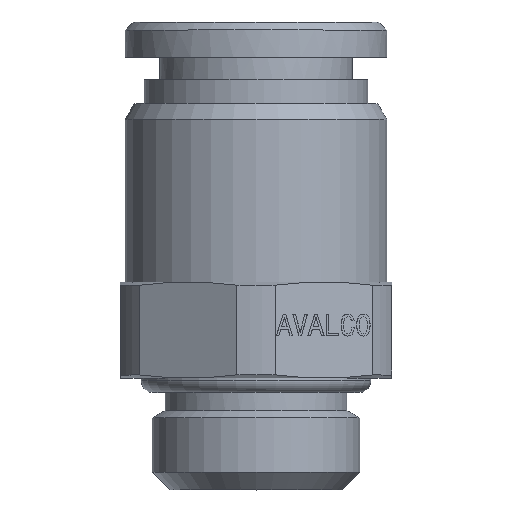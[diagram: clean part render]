
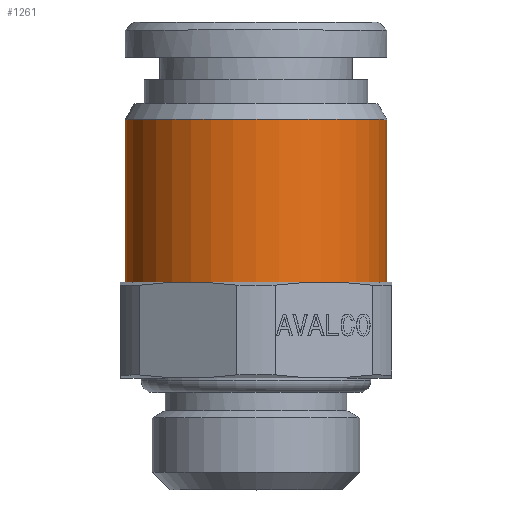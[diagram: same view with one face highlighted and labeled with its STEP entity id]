
A CAD part, top view. The second image highlights one B-rep face of the part: STEP entity #1261.
In plain terms, the highlighted cylindrical face has radius 8.2 mm (diameter 16.4 mm), a partial arc.
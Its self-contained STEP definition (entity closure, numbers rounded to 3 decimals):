
#995=CARTESIAN_POINT('Vertex',(8.2,13.,0.)) ;
#997=CARTESIAN_POINT('Vertex',(-8.2,13.,0.)) ;
#1000=CARTESIAN_POINT('Axis2P3D Location',(0.,13.,0.)) ;
#1207=CARTESIAN_POINT('Line Origine',(-8.2,12.44,0.)) ;
#1211=CARTESIAN_POINT('Vertex',(-8.2,23.2,0.)) ;
#1230=CARTESIAN_POINT('Vertex',(8.2,23.2,0.)) ;
#1233=CARTESIAN_POINT('Line Origine',(8.2,12.44,0.)) ;
#1245=CARTESIAN_POINT('Axis2P3D Location',(0.,12.44,0.)) ;
#1250=CARTESIAN_POINT('Axis2P3D Location',(0.,23.2,0.)) ;
#1001=DIRECTION('Axis2P3D Direction',(-0.,1.,0.)) ;
#1208=DIRECTION('Vector Direction',(0.,1.,0.)) ;
#1234=DIRECTION('Vector Direction',(0.,1.,0.)) ;
#1246=DIRECTION('Axis2P3D Direction',(-0.,1.,0.)) ;
#1247=DIRECTION('Axis2P3D XDirection',(-1.,0.,0.)) ;
#1251=DIRECTION('Axis2P3D Direction',(-0.,1.,0.)) ;
#1002=AXIS2_PLACEMENT_3D('Circle Axis2P3D',#1000,#1001,$) ;
#1248=AXIS2_PLACEMENT_3D('Cylinder Axis2P3D',#1245,#1246,#1247) ;
#1252=AXIS2_PLACEMENT_3D('Circle Axis2P3D',#1250,#1251,$) ;
#1256=ORIENTED_EDGE('',*,*,#1237,.F.) ;
#1257=ORIENTED_EDGE('',*,*,#1254,.F.) ;
#1258=ORIENTED_EDGE('',*,*,#1213,.T.) ;
#1259=ORIENTED_EDGE('',*,*,#1004,.T.) ;
#1209=VECTOR('Line Direction',#1208,1.) ;
#1235=VECTOR('Line Direction',#1234,1.) ;
#1261=ADVANCED_FACE('PN511B-10G14',(#1260),#1249,.T.) ;
#1003=CIRCLE('generated circle',#1002,8.2) ;
#1253=CIRCLE('generated circle',#1252,8.2) ;
#1249=CYLINDRICAL_SURFACE('generated cylinder',#1248,8.2) ;
#1004=EDGE_CURVE('',#998,#996,#1003,.T.) ;
#1213=EDGE_CURVE('',#1212,#998,#1210,.F.) ;
#1237=EDGE_CURVE('',#1231,#996,#1236,.F.) ;
#1254=EDGE_CURVE('',#1212,#1231,#1253,.T.) ;
#1255=EDGE_LOOP('',(#1256,#1257,#1258,#1259)) ;
#1260=FACE_OUTER_BOUND('',#1255,.T.) ;
#1210=LINE('Line',#1207,#1209) ;
#1236=LINE('Line',#1233,#1235) ;
#996=VERTEX_POINT('',#995) ;
#998=VERTEX_POINT('',#997) ;
#1212=VERTEX_POINT('',#1211) ;
#1231=VERTEX_POINT('',#1230) ;
